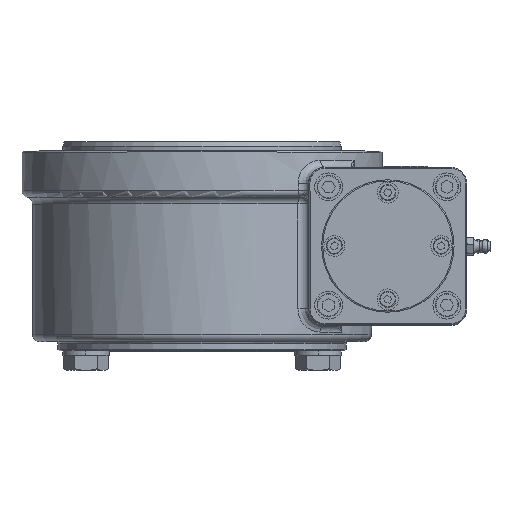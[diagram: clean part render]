
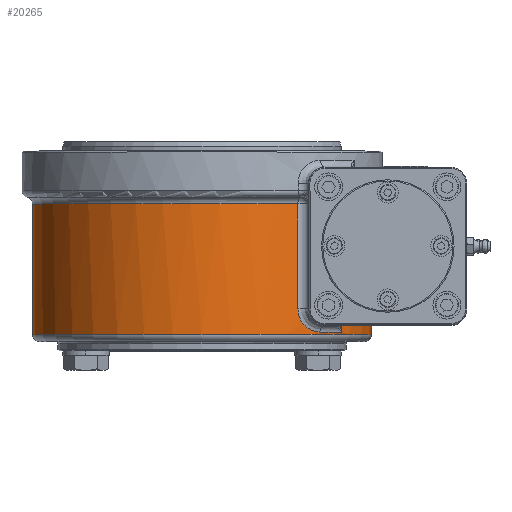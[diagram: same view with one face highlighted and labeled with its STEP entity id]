
A CAD part, top view. The second image highlights one B-rep face of the part: STEP entity #20265.
In plain terms, the highlighted cylindrical face has radius 73 mm (diameter 146 mm), a partial arc.
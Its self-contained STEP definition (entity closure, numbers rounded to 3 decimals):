
#31 = ORIENTED_EDGE ( 'NONE', *, *, #9102, .T. ) ;
#323 = CARTESIAN_POINT ( 'NONE',  ( -32.588, -36.319, 55.509 ) ) ;
#931 = VECTOR ( 'NONE', #20055, 1000. ) ;
#983 = B_SPLINE_CURVE_WITH_KNOTS ( 'NONE', 3,
 ( #36816, #39709, #10556, #39846, #20106, #323, #13185, #16503, #10285, #10419, #33457, #23426, #3662, #19827, #19956, #23298, #26711, #6954, #33311, #36675, #16931, #10854, #14320, #27272 ),
 .UNSPECIFIED., .F., .F.,
 ( 4, 2, 2, 2, 2, 2, 2, 2, 2, 2, 2, 4 ),
 ( 0., 0.002, 0.004, 0.006, 0.007, 0.009, 0.011, 0.012, 0.013, 0.015, 0.017, 0.018 ),
 .UNSPECIFIED. ) ;
#1321 = DIRECTION ( 'NONE',  ( 0., -1., 0. ) ) ;
#3324 = CARTESIAN_POINT ( 'NONE',  ( -17.852, -30.382, 38.339 ) ) ;
#3662 = CARTESIAN_POINT ( 'NONE',  ( -36.333, -33.606, 58.502 ) ) ;
#4715 = CARTESIAN_POINT ( 'NONE',  ( -19.808, -37., 41.303 ) ) ;
#4845 = LINE ( 'NONE', #42017, #5880 ) ;
#5596 = VERTEX_POINT ( 'NONE', #19268 ) ;
#5673 = ORIENTED_EDGE ( 'NONE', *, *, #37208, .T. ) ;
#5880 = VECTOR ( 'NONE', #35235, 1000. ) ;
#6273 = LINE ( 'NONE', #41504, #23811 ) ;
#6371 = CARTESIAN_POINT ( 'NONE',  ( -16.025, -31.267, 35.207 ) ) ;
#6954 = CARTESIAN_POINT ( 'NONE',  ( -38.075, -30.612, 59.761 ) ) ;
#7637 = CARTESIAN_POINT ( 'NONE',  ( -153., -38., 0. ) ) ;
#8103 = VERTEX_POINT ( 'NONE', #41616 ) ;
#9102 = EDGE_CURVE ( 'NONE', #5596, #26397, #9285, .T. ) ;
#9285 = CIRCLE ( 'NONE', #38369, 73. ) ;
#9317 = CARTESIAN_POINT ( 'NONE',  ( -38.697, -27., 60.192 ) ) ;
#9517 = CARTESIAN_POINT ( 'NONE',  ( -7., -33.764, 3.69 ) ) ;
#9819 = CARTESIAN_POINT ( 'NONE',  ( -7., -33.764, 0. ) ) ;
#10285 = CARTESIAN_POINT ( 'NONE',  ( -33.654, -35.806, 56.402 ) ) ;
#10315 = VECTOR ( 'NONE', #13840, 1000. ) ;
#10419 = CARTESIAN_POINT ( 'NONE',  ( -34.43, -35.337, 57.033 ) ) ;
#10515 = CARTESIAN_POINT ( 'NONE',  ( -19.808, -29.249, 41.303 ) ) ;
#10556 = CARTESIAN_POINT ( 'NONE',  ( -30.161, -36.954, 53.344 ) ) ;
#10854 = CARTESIAN_POINT ( 'NONE',  ( -38.677, -27.746, 60.178 ) ) ;
#11974 = EDGE_CURVE ( 'NONE', #26397, #18778, #12401, .T. ) ;
#12256 = CARTESIAN_POINT ( 'NONE',  ( -153., 18.191, 0. ) ) ;
#12274 = ORIENTED_EDGE ( 'NONE', *, *, #18848, .T. ) ;
#12401 = LINE ( 'NONE', #20051, #10315 ) ;
#12862 = CARTESIAN_POINT ( 'NONE',  ( -9.077, -33.438, 17.315 ) ) ;
#13139 = CARTESIAN_POINT ( 'NONE',  ( -10.049, -33.236, 20.896 ) ) ;
#13185 = CARTESIAN_POINT ( 'NONE',  ( -32.859, -36.204, 55.739 ) ) ;
#13278 = CARTESIAN_POINT ( 'NONE',  ( -8.453, -33.553, 14.612 ) ) ;
#13803 = CIRCLE ( 'NONE', #26876, 73. ) ;
#13840 = DIRECTION ( 'NONE',  ( 0., -1., 0. ) ) ;
#14320 = CARTESIAN_POINT ( 'NONE',  ( -38.697, -27.374, 60.192 ) ) ;
#15104 = B_SPLINE_CURVE_WITH_KNOTS ( 'NONE', 3,
 ( #9819, #9517, #29833, #22948, #13278, #12862, #35907, #19482, #13139, #42550, #29562, #22808, #39502, #26106, #6371, #3324, #17303, #10515 ),
 .UNSPECIFIED., .F., .F.,
 ( 4, 2, 2, 2, 2, 2, 2, 2, 4 ),
 ( 0.044, 0.055, 0.061, 0.064, 0.066, 0.072, 0.077, 0.083, 0.088 ),
 .UNSPECIFIED. ) ;
#16208 = CARTESIAN_POINT ( 'NONE',  ( -19.808, -29.249, 41.303 ) ) ;
#16503 = CARTESIAN_POINT ( 'NONE',  ( -33.392, -35.947, 56.185 ) ) ;
#16795 = AXIS2_PLACEMENT_3D ( 'NONE', #37498, #37354, #31109 ) ;
#16931 = CARTESIAN_POINT ( 'NONE',  ( -38.598, -28.484, 60.124 ) ) ;
#17303 = CARTESIAN_POINT ( 'NONE',  ( -18.811, -29.865, 39.85 ) ) ;
#17399 = CYLINDRICAL_SURFACE ( 'NONE', #26984, 73. ) ;
#17431 = EDGE_LOOP ( 'NONE', ( #31, #39179, #22561, #30106, #40430, #5673, #33679, #28343, #12274 ) ) ;
#17496 = DIRECTION ( 'NONE',  ( 1., 0., 0. ) ) ;
#18158 = DIRECTION ( 'NONE',  ( 0., 1., 0. ) ) ;
#18778 = VERTEX_POINT ( 'NONE', #7637 ) ;
#18848 = EDGE_CURVE ( 'NONE', #34561, #5596, #6273, .T. ) ;
#19268 = CARTESIAN_POINT ( 'NONE',  ( -38.697, 18.191, 60.192 ) ) ;
#19482 = CARTESIAN_POINT ( 'NONE',  ( -9.789, -33.293, 20.008 ) ) ;
#19827 = CARTESIAN_POINT ( 'NONE',  ( -36.933, -32.787, 58.943 ) ) ;
#19956 = CARTESIAN_POINT ( 'NONE',  ( -37.121, -32.5, 59.08 ) ) ;
#20051 = CARTESIAN_POINT ( 'NONE',  ( -153., -35., 0. ) ) ;
#20055 = DIRECTION ( 'NONE',  ( 0., -1., 0. ) ) ;
#20106 = CARTESIAN_POINT ( 'NONE',  ( -31.777, -36.62, 54.809 ) ) ;
#20265 = ADVANCED_FACE ( 'NONE', ( #38038 ), #17399, .T. ) ;
#21201 = CARTESIAN_POINT ( 'NONE',  ( -80., -38., 0. ) ) ;
#22084 = EDGE_CURVE ( 'NONE', #36473, #34561, #983, .T. ) ;
#22561 = ORIENTED_EDGE ( 'NONE', *, *, #37536, .T. ) ;
#22808 = CARTESIAN_POINT ( 'NONE',  ( -12.84, -32.48, 28.667 ) ) ;
#22948 = CARTESIAN_POINT ( 'NONE',  ( -8.108, -33.608, 12.802 ) ) ;
#23298 = CARTESIAN_POINT ( 'NONE',  ( -37.475, -31.894, 59.335 ) ) ;
#23426 = CARTESIAN_POINT ( 'NONE',  ( -35.889, -34.097, 58.169 ) ) ;
#23811 = VECTOR ( 'NONE', #24792, 1000. ) ;
#24254 = CARTESIAN_POINT ( 'NONE',  ( -80., -35., 0. ) ) ;
#24484 = DIRECTION ( 'NONE',  ( -1., 0., 0. ) ) ;
#24792 = DIRECTION ( 'NONE',  ( 0., 1., 0. ) ) ;
#25030 = DIRECTION ( 'NONE',  ( 1., 0., 0. ) ) ;
#26106 = CARTESIAN_POINT ( 'NONE',  ( -15.169, -31.629, 33.605 ) ) ;
#26397 = VERTEX_POINT ( 'NONE', #12256 ) ;
#26711 = CARTESIAN_POINT ( 'NONE',  ( -37.638, -31.58, 59.451 ) ) ;
#26876 = AXIS2_PLACEMENT_3D ( 'NONE', #21201, #18158, #24484 ) ;
#26984 = AXIS2_PLACEMENT_3D ( 'NONE', #24254, #1321, #17496 ) ;
#27272 = CARTESIAN_POINT ( 'NONE',  ( -38.697, -27., 60.192 ) ) ;
#28020 = VERTEX_POINT ( 'NONE', #4715 ) ;
#28190 = CARTESIAN_POINT ( 'NONE',  ( -80., 18.191, 0. ) ) ;
#28343 = ORIENTED_EDGE ( 'NONE', *, *, #22084, .T. ) ;
#28897 = CARTESIAN_POINT ( 'NONE',  ( -29.092, -37., 52.32 ) ) ;
#29562 = CARTESIAN_POINT ( 'NONE',  ( -11.489, -32.883, 25.269 ) ) ;
#29833 = CARTESIAN_POINT ( 'NONE',  ( -7.278, -33.733, 7.352 ) ) ;
#29938 = EDGE_CURVE ( 'NONE', #8103, #38350, #15104, .T. ) ;
#30106 = ORIENTED_EDGE ( 'NONE', *, *, #30158, .F. ) ;
#30158 = EDGE_CURVE ( 'NONE', #8103, #37902, #4845, .T. ) ;
#30182 = CARTESIAN_POINT ( 'NONE',  ( -7., -38., 0. ) ) ;
#30475 = CIRCLE ( 'NONE', #16795, 73. ) ;
#31109 = DIRECTION ( 'NONE',  ( 1., 0., 0. ) ) ;
#33311 = CARTESIAN_POINT ( 'NONE',  ( -38.303, -29.931, 59.92 ) ) ;
#33457 = CARTESIAN_POINT ( 'NONE',  ( -34.931, -34.968, 57.429 ) ) ;
#33679 = ORIENTED_EDGE ( 'NONE', *, *, #40857, .T. ) ;
#34561 = VERTEX_POINT ( 'NONE', #9317 ) ;
#35235 = DIRECTION ( 'NONE',  ( 0., -1., 0. ) ) ;
#35907 = CARTESIAN_POINT ( 'NONE',  ( -9.303, -33.394, 18.215 ) ) ;
#36015 = LINE ( 'NONE', #39658, #931 ) ;
#36473 = VERTEX_POINT ( 'NONE', #28897 ) ;
#36675 = CARTESIAN_POINT ( 'NONE',  ( -38.538, -28.852, 60.082 ) ) ;
#36816 = CARTESIAN_POINT ( 'NONE',  ( -29.092, -37., 52.32 ) ) ;
#37208 = EDGE_CURVE ( 'NONE', #38350, #28020, #36015, .T. ) ;
#37354 = DIRECTION ( 'NONE',  ( 0., -1., 0. ) ) ;
#37498 = CARTESIAN_POINT ( 'NONE',  ( -80., -37., 0. ) ) ;
#37536 = EDGE_CURVE ( 'NONE', #18778, #37902, #13803, .T. ) ;
#37902 = VERTEX_POINT ( 'NONE', #30182 ) ;
#38038 = FACE_OUTER_BOUND ( 'NONE', #17431, .T. ) ;
#38350 = VERTEX_POINT ( 'NONE', #16208 ) ;
#38369 = AXIS2_PLACEMENT_3D ( 'NONE', #28190, #41602, #25030 ) ;
#39179 = ORIENTED_EDGE ( 'NONE', *, *, #11974, .T. ) ;
#39502 = CARTESIAN_POINT ( 'NONE',  ( -13.576, -32.235, 30.335 ) ) ;
#39658 = CARTESIAN_POINT ( 'NONE',  ( -19.808, -35., 41.303 ) ) ;
#39709 = CARTESIAN_POINT ( 'NONE',  ( -29.625, -37., 52.839 ) ) ;
#39846 = CARTESIAN_POINT ( 'NONE',  ( -31.237, -36.764, 54.33 ) ) ;
#40430 = ORIENTED_EDGE ( 'NONE', *, *, #29938, .T. ) ;
#40857 = EDGE_CURVE ( 'NONE', #28020, #36473, #30475, .T. ) ;
#41504 = CARTESIAN_POINT ( 'NONE',  ( -38.697, -35., 60.192 ) ) ;
#41602 = DIRECTION ( 'NONE',  ( 0., -1., 0. ) ) ;
#41616 = CARTESIAN_POINT ( 'NONE',  ( -7., -33.764, 0. ) ) ;
#42017 = CARTESIAN_POINT ( 'NONE',  ( -7., -35., 0. ) ) ;
#42550 = CARTESIAN_POINT ( 'NONE',  ( -10.874, -33.043, 23.538 ) ) ;
